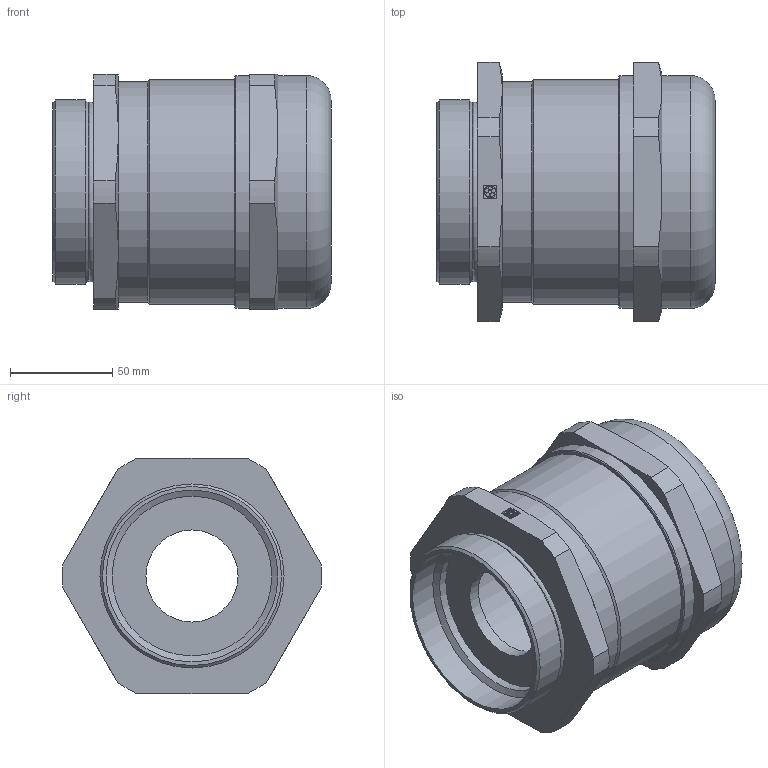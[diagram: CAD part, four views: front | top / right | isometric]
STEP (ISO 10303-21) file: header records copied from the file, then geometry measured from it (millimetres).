
FILE_DESCRIPTION( ( 'STEP AP214' ), '1' );
FILE_NAME( 'SKINTOP MS-M BRUSH M 90x2 Art. Nr. 53112503(F=66,G=45).stp', '2020-06-03T10:32:25', ( 'License CC BY-ND 4.0' ), ( 'CADENAS' ), ' ', 'PARTsolutions', ' ' );
FILE_SCHEMA( ( 'AUTOMOTIVE_DESIGN { 1 0 10303 214 1 1 1 1 }' ) );
Length unit declared in the file: millimetre
Products named in the file (1): _SKINTOP MS-M BRUSH M 90x2      Art. Nr. 53112503(F=66,G=45)
Bounding box: 136 x 126.95 x 115 mm (x, y, z)
Volume: 671099.4 mm3; surface area: 107683.1 mm2
Topology: 1 solids, 1 shells, 93 faces, 217 edges, 137 vertices
Faces by surface type: plane 39, cylinder 33, cone 18, torus 3
Full cylindrical faces by diameter (mm): 45 x1, 66 x1, 78.04 x3, 84 x1, 90 x1, 108 x1, 110 x1, 113.85 x2
Entity records: 3400 total; most frequent: CARTESIAN_POINT 557, DIRECTION 446, ORIENTED_EDGE 394, EDGE_CURVE 197, AXIS2_PLACEMENT_3D 179, VERTEX_POINT 138, EDGE_LOOP 126, FACE_OUTER_BOUND 107
